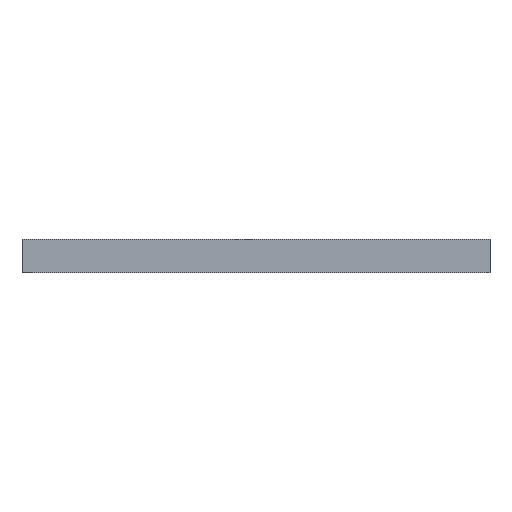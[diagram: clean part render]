
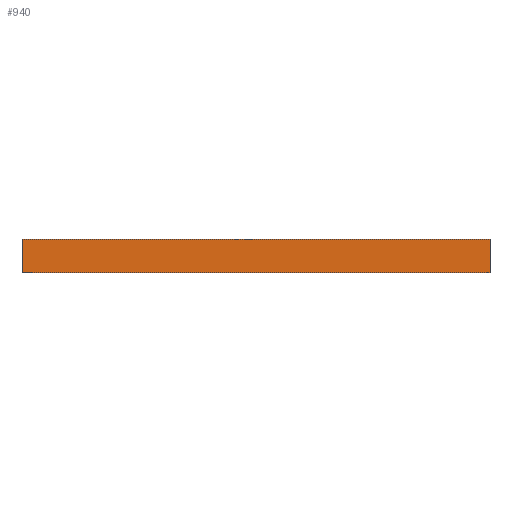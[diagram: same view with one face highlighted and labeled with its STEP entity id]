
A CAD part, front view. The second image highlights one B-rep face of the part: STEP entity #940.
In plain terms, the highlighted planar face has unit normal (0, -1, 0).
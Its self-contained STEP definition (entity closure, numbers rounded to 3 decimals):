
#26=PLANE('',#1012);
#84=FACE_OUTER_BOUND('',#138,.T.);
#138=EDGE_LOOP('',(#829,#830,#831,#832));
#278=LINE('',#3405,#318);
#285=LINE('',#6224,#325);
#286=LINE('',#6227,#326);
#287=LINE('',#6228,#327);
#318=VECTOR('',#1138,10.);
#325=VECTOR('',#1163,10.);
#326=VECTOR('',#1166,10.);
#327=VECTOR('',#1167,10.);
#418=VERTEX_POINT('',#3402);
#419=VERTEX_POINT('',#3404);
#423=VERTEX_POINT('',#6222);
#424=VERTEX_POINT('',#6226);
#534=EDGE_CURVE('',#418,#419,#278,.T.);
#565=EDGE_CURVE('',#423,#419,#285,.T.);
#566=EDGE_CURVE('',#424,#423,#286,.T.);
#567=EDGE_CURVE('',#424,#418,#287,.T.);
#829=ORIENTED_EDGE('',*,*,#566,.T.);
#830=ORIENTED_EDGE('',*,*,#565,.T.);
#831=ORIENTED_EDGE('',*,*,#534,.F.);
#832=ORIENTED_EDGE('',*,*,#567,.F.);
#940=ADVANCED_FACE('',(#84),#26,.T.);
#1012=AXIS2_PLACEMENT_3D('',#6225,#1164,#1165);
#1138=DIRECTION('',(1.,0.,0.));
#1163=DIRECTION('',(0.,0.,1.));
#1164=DIRECTION('center_axis',(0.,-1.,0.));
#1165=DIRECTION('ref_axis',(1.,0.,0.));
#1166=DIRECTION('',(1.,0.,0.));
#1167=DIRECTION('',(0.,0.,1.));
#3402=CARTESIAN_POINT('',(0.,0.,5.));
#3404=CARTESIAN_POINT('',(70.,0.,5.));
#3405=CARTESIAN_POINT('',(0.,0.,5.));
#6222=CARTESIAN_POINT('',(70.,0.,0.));
#6224=CARTESIAN_POINT('',(70.,0.,0.));
#6225=CARTESIAN_POINT('Origin',(0.,0.,0.));
#6226=CARTESIAN_POINT('',(0.,0.,0.));
#6227=CARTESIAN_POINT('',(0.,0.,0.));
#6228=CARTESIAN_POINT('',(0.,0.,0.));
